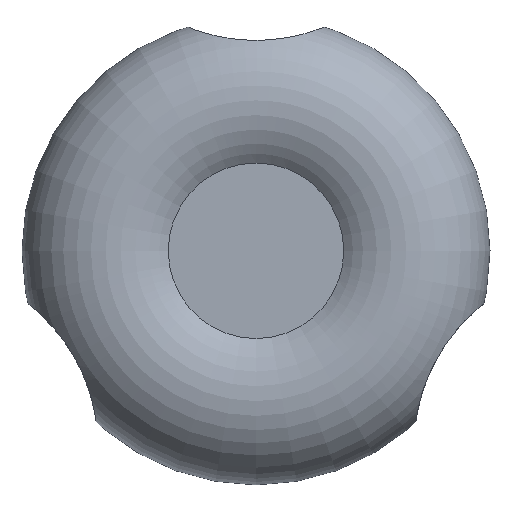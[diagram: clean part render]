
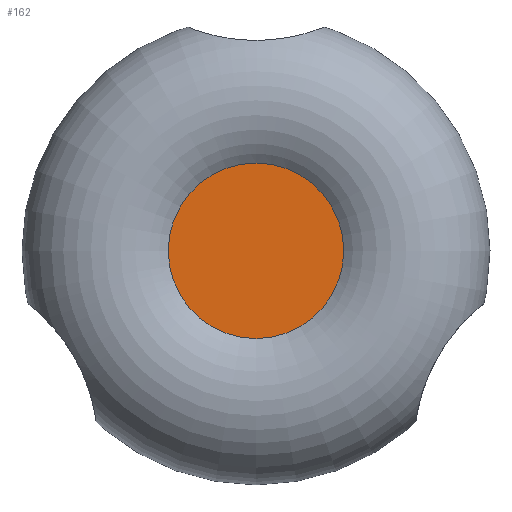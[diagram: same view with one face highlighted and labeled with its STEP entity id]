
A CAD part, top view. The second image highlights one B-rep face of the part: STEP entity #162.
In plain terms, the highlighted planar face has unit normal (0, 0, 1).
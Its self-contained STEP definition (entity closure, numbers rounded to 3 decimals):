
#162 = ADVANCED_FACE( '', ( #340 ), #341, .F. );
#340 = FACE_OUTER_BOUND( '', #526, .T. );
#341 = PLANE( '', #527 );
#526 = EDGE_LOOP( '', ( #941 ) );
#527 = AXIS2_PLACEMENT_3D( '', #942, #943, #944 );
#941 = ORIENTED_EDGE( '', *, *, #1187, .T. );
#942 = CARTESIAN_POINT( '', ( 0., 7.5, 26.088 ) );
#943 = DIRECTION( '', ( 0., 0., -1. ) );
#944 = DIRECTION( '', ( -1., 0., 0. ) );
#1187 = EDGE_CURVE( '', #1457, #1457, #1458, .T. );
#1457 = VERTEX_POINT( '', #2249 );
#1458 = CIRCLE( '', #2250, 7.5 );
#2249 = CARTESIAN_POINT( '', ( 7.5, 0., 26.088 ) );
#2250 = AXIS2_PLACEMENT_3D( '', #2584, #2585, #2586 );
#2584 = CARTESIAN_POINT( '', ( 0., 0., 26.088 ) );
#2585 = DIRECTION( '', ( 0., 0., 1. ) );
#2586 = DIRECTION( '', ( 1., 0., 0. ) );
